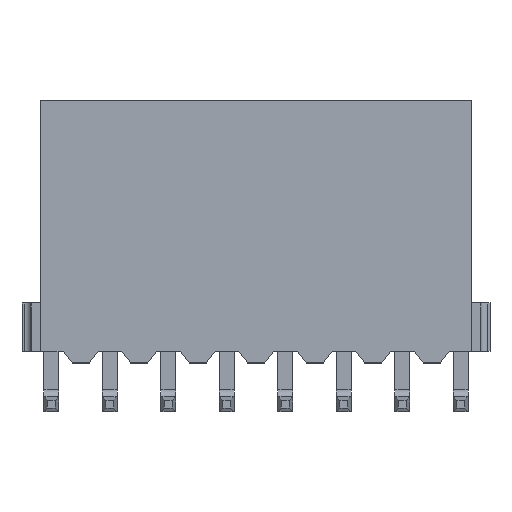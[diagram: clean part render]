
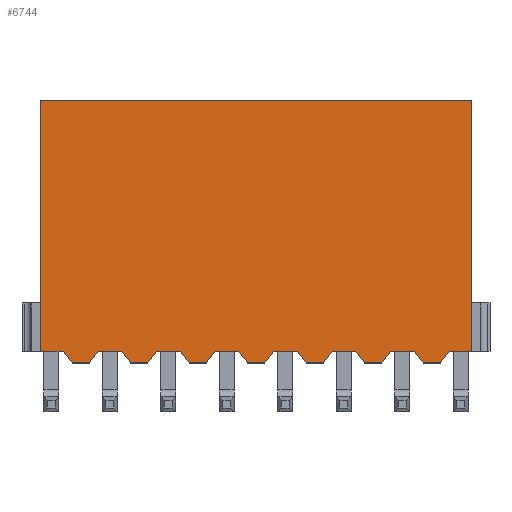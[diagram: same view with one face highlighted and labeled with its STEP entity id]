
A CAD part, top view. The second image highlights one B-rep face of the part: STEP entity #6744.
In plain terms, the highlighted planar face has unit normal (0, 0, 1).
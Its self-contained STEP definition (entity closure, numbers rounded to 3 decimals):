
#4342=CARTESIAN_POINT('',(9.36,-1.05,2.54));
#4343=VERTEX_POINT('',#4342);
#4350=CARTESIAN_POINT('',(8.39,-1.05,2.54));
#4351=VERTEX_POINT('',#4350);
#4352=CARTESIAN_POINT('',(9.36,-1.05,2.54));
#4353=DIRECTION('',(-1.,0.,0.));
#4354=VECTOR('',#4353,0.97);
#4355=LINE('',#4352,#4354);
#4356=EDGE_CURVE('',#4343,#4351,#4355,.T.);
#4374=CARTESIAN_POINT('',(6.869,-1.05,2.54));
#4375=VERTEX_POINT('',#4374);
#4382=CARTESIAN_POINT('',(5.85,-1.05,2.54));
#4383=VERTEX_POINT('',#4382);
#4384=CARTESIAN_POINT('',(6.869,-1.05,2.54));
#4385=DIRECTION('',(-1.,0.,0.));
#4386=VECTOR('',#4385,1.019);
#4387=LINE('',#4384,#4386);
#4388=EDGE_CURVE('',#4375,#4383,#4387,.T.);
#4406=CARTESIAN_POINT('',(4.329,-1.05,2.54));
#4407=VERTEX_POINT('',#4406);
#4414=CARTESIAN_POINT('',(3.31,-1.05,2.54));
#4415=VERTEX_POINT('',#4414);
#4416=CARTESIAN_POINT('',(4.329,-1.05,2.54));
#4417=DIRECTION('',(-1.,0.,0.));
#4418=VECTOR('',#4417,1.019);
#4419=LINE('',#4416,#4418);
#4420=EDGE_CURVE('',#4407,#4415,#4419,.T.);
#4438=CARTESIAN_POINT('',(1.789,-1.05,2.54));
#4439=VERTEX_POINT('',#4438);
#4446=CARTESIAN_POINT('',(0.77,-1.05,2.54));
#4447=VERTEX_POINT('',#4446);
#4448=CARTESIAN_POINT('',(1.789,-1.05,2.54));
#4449=DIRECTION('',(-1.,0.,0.));
#4450=VECTOR('',#4449,1.019);
#4451=LINE('',#4448,#4450);
#4452=EDGE_CURVE('',#4439,#4447,#4451,.T.);
#4470=CARTESIAN_POINT('',(-0.751,-1.05,2.54));
#4471=VERTEX_POINT('',#4470);
#4478=CARTESIAN_POINT('',(-1.77,-1.05,2.54));
#4479=VERTEX_POINT('',#4478);
#4480=CARTESIAN_POINT('',(-0.751,-1.05,2.54));
#4481=DIRECTION('',(-1.,0.,0.));
#4482=VECTOR('',#4481,1.019);
#4483=LINE('',#4480,#4482);
#4484=EDGE_CURVE('',#4471,#4479,#4483,.T.);
#4502=CARTESIAN_POINT('',(-3.291,-1.05,2.54));
#4503=VERTEX_POINT('',#4502);
#4510=CARTESIAN_POINT('',(-4.31,-1.05,2.54));
#4511=VERTEX_POINT('',#4510);
#4512=CARTESIAN_POINT('',(-3.291,-1.05,2.54));
#4513=DIRECTION('',(-1.,0.,0.));
#4514=VECTOR('',#4513,1.019);
#4515=LINE('',#4512,#4514);
#4516=EDGE_CURVE('',#4503,#4511,#4515,.T.);
#4534=CARTESIAN_POINT('',(-5.831,-1.05,2.54));
#4535=VERTEX_POINT('',#4534);
#4542=CARTESIAN_POINT('',(-6.85,-1.05,2.54));
#4543=VERTEX_POINT('',#4542);
#4544=CARTESIAN_POINT('',(-5.831,-1.05,2.54));
#4545=DIRECTION('',(-1.,0.,0.));
#4546=VECTOR('',#4545,1.019);
#4547=LINE('',#4544,#4546);
#4548=EDGE_CURVE('',#4535,#4543,#4547,.T.);
#4566=CARTESIAN_POINT('',(-8.371,-1.05,2.54));
#4567=VERTEX_POINT('',#4566);
#4574=CARTESIAN_POINT('',(-9.36,-1.05,2.54));
#4575=VERTEX_POINT('',#4574);
#4576=CARTESIAN_POINT('',(-8.371,-1.05,2.54));
#4577=DIRECTION('',(-1.,0.,0.));
#4578=VECTOR('',#4577,0.989);
#4579=LINE('',#4576,#4578);
#4580=EDGE_CURVE('',#4567,#4575,#4579,.T.);
#6542=CARTESIAN_POINT('',(9.36,9.85,2.54));
#6543=VERTEX_POINT('',#6542);
#6550=CARTESIAN_POINT('',(9.36,9.85,2.54));
#6551=DIRECTION('',(0.,-1.,0.));
#6552=VECTOR('',#6551,10.9);
#6553=LINE('',#6550,#6552);
#6554=EDGE_CURVE('',#6543,#4343,#6553,.T.);
#6560=CARTESIAN_POINT('',(-10.16,-1.05,2.54));
#6561=DIRECTION('',(1.,0.,0.));
#6562=DIRECTION('',(0.,0.,1.));
#6563=AXIS2_PLACEMENT_3D('',#6560,#6562,#6561);
#6564=PLANE('',#6563);
#6565=ORIENTED_EDGE('',*,*,#4580,.F.);
#6566=CARTESIAN_POINT('',(-7.981,-1.55,2.54));
#6567=VERTEX_POINT('',#6566);
#6568=CARTESIAN_POINT('',(-8.371,-1.05,2.54));
#6569=DIRECTION('',(0.616,-0.788,0.));
#6570=VECTOR('',#6569,0.635);
#6571=LINE('',#6568,#6570);
#6572=EDGE_CURVE('',#4567,#6567,#6571,.T.);
#6573=ORIENTED_EDGE('',*,*,#6572,.T.);
#6574=CARTESIAN_POINT('',(-7.241,-1.55,2.54));
#6575=VERTEX_POINT('',#6574);
#6576=CARTESIAN_POINT('',(-7.981,-1.55,2.54));
#6577=DIRECTION('',(1.,0.,0.));
#6578=VECTOR('',#6577,0.74);
#6579=LINE('',#6576,#6578);
#6580=EDGE_CURVE('',#6567,#6575,#6579,.T.);
#6581=ORIENTED_EDGE('',*,*,#6580,.T.);
#6582=CARTESIAN_POINT('',(-7.241,-1.55,2.54));
#6583=DIRECTION('',(0.616,0.788,0.));
#6584=VECTOR('',#6583,0.635);
#6585=LINE('',#6582,#6584);
#6586=EDGE_CURVE('',#6575,#4543,#6585,.T.);
#6587=ORIENTED_EDGE('',*,*,#6586,.T.);
#6588=ORIENTED_EDGE('',*,*,#4548,.F.);
#6589=CARTESIAN_POINT('',(-5.441,-1.55,2.54));
#6590=VERTEX_POINT('',#6589);
#6591=CARTESIAN_POINT('',(-5.831,-1.05,2.54));
#6592=DIRECTION('',(0.616,-0.788,0.));
#6593=VECTOR('',#6592,0.635);
#6594=LINE('',#6591,#6593);
#6595=EDGE_CURVE('',#4535,#6590,#6594,.T.);
#6596=ORIENTED_EDGE('',*,*,#6595,.T.);
#6597=CARTESIAN_POINT('',(-4.701,-1.55,2.54));
#6598=VERTEX_POINT('',#6597);
#6599=CARTESIAN_POINT('',(-5.441,-1.55,2.54));
#6600=DIRECTION('',(1.,0.,0.));
#6601=VECTOR('',#6600,0.74);
#6602=LINE('',#6599,#6601);
#6603=EDGE_CURVE('',#6590,#6598,#6602,.T.);
#6604=ORIENTED_EDGE('',*,*,#6603,.T.);
#6605=CARTESIAN_POINT('',(-4.701,-1.55,2.54));
#6606=DIRECTION('',(0.616,0.788,0.));
#6607=VECTOR('',#6606,0.635);
#6608=LINE('',#6605,#6607);
#6609=EDGE_CURVE('',#6598,#4511,#6608,.T.);
#6610=ORIENTED_EDGE('',*,*,#6609,.T.);
#6611=ORIENTED_EDGE('',*,*,#4516,.F.);
#6612=CARTESIAN_POINT('',(-2.901,-1.55,2.54));
#6613=VERTEX_POINT('',#6612);
#6614=CARTESIAN_POINT('',(-3.291,-1.05,2.54));
#6615=DIRECTION('',(0.616,-0.788,0.));
#6616=VECTOR('',#6615,0.635);
#6617=LINE('',#6614,#6616);
#6618=EDGE_CURVE('',#4503,#6613,#6617,.T.);
#6619=ORIENTED_EDGE('',*,*,#6618,.T.);
#6620=CARTESIAN_POINT('',(-2.161,-1.55,2.54));
#6621=VERTEX_POINT('',#6620);
#6622=CARTESIAN_POINT('',(-2.901,-1.55,2.54));
#6623=DIRECTION('',(1.,0.,0.));
#6624=VECTOR('',#6623,0.74);
#6625=LINE('',#6622,#6624);
#6626=EDGE_CURVE('',#6613,#6621,#6625,.T.);
#6627=ORIENTED_EDGE('',*,*,#6626,.T.);
#6628=CARTESIAN_POINT('',(-2.161,-1.55,2.54));
#6629=DIRECTION('',(0.616,0.788,0.));
#6630=VECTOR('',#6629,0.635);
#6631=LINE('',#6628,#6630);
#6632=EDGE_CURVE('',#6621,#4479,#6631,.T.);
#6633=ORIENTED_EDGE('',*,*,#6632,.T.);
#6634=ORIENTED_EDGE('',*,*,#4484,.F.);
#6635=CARTESIAN_POINT('',(-0.361,-1.55,2.54));
#6636=VERTEX_POINT('',#6635);
#6637=CARTESIAN_POINT('',(-0.751,-1.05,2.54));
#6638=DIRECTION('',(0.616,-0.788,0.));
#6639=VECTOR('',#6638,0.635);
#6640=LINE('',#6637,#6639);
#6641=EDGE_CURVE('',#4471,#6636,#6640,.T.);
#6642=ORIENTED_EDGE('',*,*,#6641,.T.);
#6643=CARTESIAN_POINT('',(0.379,-1.55,2.54));
#6644=VERTEX_POINT('',#6643);
#6645=CARTESIAN_POINT('',(-0.361,-1.55,2.54));
#6646=DIRECTION('',(1.,0.,0.));
#6647=VECTOR('',#6646,0.74);
#6648=LINE('',#6645,#6647);
#6649=EDGE_CURVE('',#6636,#6644,#6648,.T.);
#6650=ORIENTED_EDGE('',*,*,#6649,.T.);
#6651=CARTESIAN_POINT('',(0.379,-1.55,2.54));
#6652=DIRECTION('',(0.616,0.788,0.));
#6653=VECTOR('',#6652,0.635);
#6654=LINE('',#6651,#6653);
#6655=EDGE_CURVE('',#6644,#4447,#6654,.T.);
#6656=ORIENTED_EDGE('',*,*,#6655,.T.);
#6657=ORIENTED_EDGE('',*,*,#4452,.F.);
#6658=CARTESIAN_POINT('',(2.179,-1.55,2.54));
#6659=VERTEX_POINT('',#6658);
#6660=CARTESIAN_POINT('',(1.789,-1.05,2.54));
#6661=DIRECTION('',(0.616,-0.788,0.));
#6662=VECTOR('',#6661,0.635);
#6663=LINE('',#6660,#6662);
#6664=EDGE_CURVE('',#4439,#6659,#6663,.T.);
#6665=ORIENTED_EDGE('',*,*,#6664,.T.);
#6666=CARTESIAN_POINT('',(2.919,-1.55,2.54));
#6667=VERTEX_POINT('',#6666);
#6668=CARTESIAN_POINT('',(2.179,-1.55,2.54));
#6669=DIRECTION('',(1.,0.,0.));
#6670=VECTOR('',#6669,0.74);
#6671=LINE('',#6668,#6670);
#6672=EDGE_CURVE('',#6659,#6667,#6671,.T.);
#6673=ORIENTED_EDGE('',*,*,#6672,.T.);
#6674=CARTESIAN_POINT('',(2.919,-1.55,2.54));
#6675=DIRECTION('',(0.616,0.788,0.));
#6676=VECTOR('',#6675,0.635);
#6677=LINE('',#6674,#6676);
#6678=EDGE_CURVE('',#6667,#4415,#6677,.T.);
#6679=ORIENTED_EDGE('',*,*,#6678,.T.);
#6680=ORIENTED_EDGE('',*,*,#4420,.F.);
#6681=CARTESIAN_POINT('',(4.719,-1.55,2.54));
#6682=VERTEX_POINT('',#6681);
#6683=CARTESIAN_POINT('',(4.329,-1.05,2.54));
#6684=DIRECTION('',(0.616,-0.788,0.));
#6685=VECTOR('',#6684,0.635);
#6686=LINE('',#6683,#6685);
#6687=EDGE_CURVE('',#4407,#6682,#6686,.T.);
#6688=ORIENTED_EDGE('',*,*,#6687,.T.);
#6689=CARTESIAN_POINT('',(5.459,-1.55,2.54));
#6690=VERTEX_POINT('',#6689);
#6691=CARTESIAN_POINT('',(4.719,-1.55,2.54));
#6692=DIRECTION('',(1.,0.,0.));
#6693=VECTOR('',#6692,0.74);
#6694=LINE('',#6691,#6693);
#6695=EDGE_CURVE('',#6682,#6690,#6694,.T.);
#6696=ORIENTED_EDGE('',*,*,#6695,.T.);
#6697=CARTESIAN_POINT('',(5.459,-1.55,2.54));
#6698=DIRECTION('',(0.616,0.788,0.));
#6699=VECTOR('',#6698,0.635);
#6700=LINE('',#6697,#6699);
#6701=EDGE_CURVE('',#6690,#4383,#6700,.T.);
#6702=ORIENTED_EDGE('',*,*,#6701,.T.);
#6703=ORIENTED_EDGE('',*,*,#4388,.F.);
#6704=CARTESIAN_POINT('',(7.259,-1.55,2.54));
#6705=VERTEX_POINT('',#6704);
#6706=CARTESIAN_POINT('',(6.869,-1.05,2.54));
#6707=DIRECTION('',(0.616,-0.788,0.));
#6708=VECTOR('',#6707,0.635);
#6709=LINE('',#6706,#6708);
#6710=EDGE_CURVE('',#4375,#6705,#6709,.T.);
#6711=ORIENTED_EDGE('',*,*,#6710,.T.);
#6712=CARTESIAN_POINT('',(7.999,-1.55,2.54));
#6713=VERTEX_POINT('',#6712);
#6714=CARTESIAN_POINT('',(7.259,-1.55,2.54));
#6715=DIRECTION('',(1.,0.,0.));
#6716=VECTOR('',#6715,0.74);
#6717=LINE('',#6714,#6716);
#6718=EDGE_CURVE('',#6705,#6713,#6717,.T.);
#6719=ORIENTED_EDGE('',*,*,#6718,.T.);
#6720=CARTESIAN_POINT('',(7.999,-1.55,2.54));
#6721=DIRECTION('',(0.616,0.788,0.));
#6722=VECTOR('',#6721,0.635);
#6723=LINE('',#6720,#6722);
#6724=EDGE_CURVE('',#6713,#4351,#6723,.T.);
#6725=ORIENTED_EDGE('',*,*,#6724,.T.);
#6726=ORIENTED_EDGE('',*,*,#4356,.F.);
#6727=ORIENTED_EDGE('',*,*,#6554,.F.);
#6728=CARTESIAN_POINT('',(-9.36,9.85,2.54));
#6729=VERTEX_POINT('',#6728);
#6730=CARTESIAN_POINT('',(9.36,9.85,2.54));
#6731=DIRECTION('',(-1.,0.,0.));
#6732=VECTOR('',#6731,18.72);
#6733=LINE('',#6730,#6732);
#6734=EDGE_CURVE('',#6543,#6729,#6733,.T.);
#6735=ORIENTED_EDGE('',*,*,#6734,.T.);
#6736=CARTESIAN_POINT('',(-9.36,9.85,2.54));
#6737=DIRECTION('',(0.,-1.,0.));
#6738=VECTOR('',#6737,10.9);
#6739=LINE('',#6736,#6738);
#6740=EDGE_CURVE('',#6729,#4575,#6739,.T.);
#6741=ORIENTED_EDGE('',*,*,#6740,.T.);
#6742=EDGE_LOOP('',(#6565,#6573,#6581,#6587,#6588,#6596,#6604,#6610,#6611,#6619,#6627,#6633,#6634,#6642,#6650,#6656,#6657,#6665,#6673,#6679,#6680,#6688,#6696,#6702,#6703,#6711,#6719,#6725,#6726,#6727,#6735,#6741));
#6743=FACE_OUTER_BOUND('',#6742,.T.);
#6744=ADVANCED_FACE('',(#6743),#6564,.T.);
